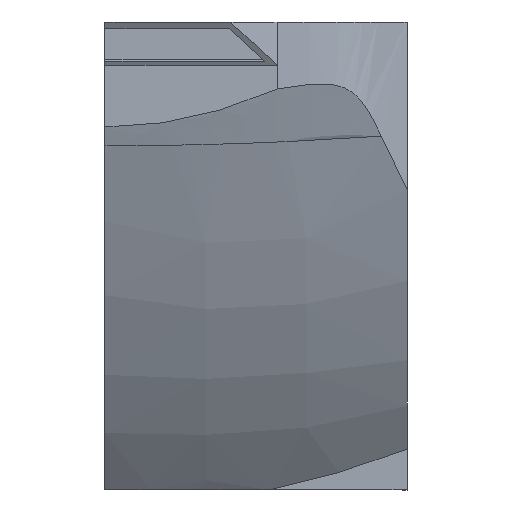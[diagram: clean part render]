
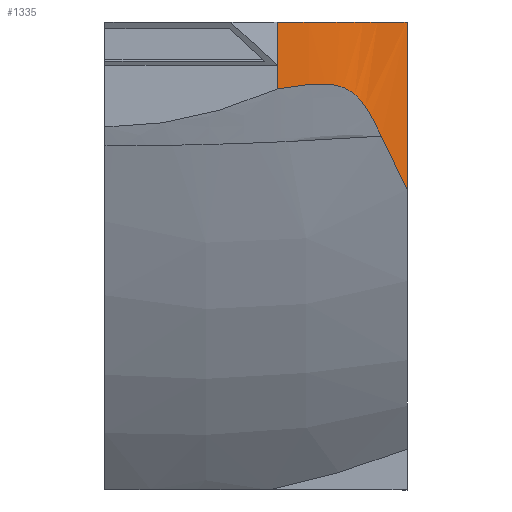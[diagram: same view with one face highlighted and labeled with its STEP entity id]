
A CAD part, top view. The second image highlights one B-rep face of the part: STEP entity #1335.
In plain terms, the highlighted free-form (B-spline) face has degree [3, 1] with [13, 2] control points.
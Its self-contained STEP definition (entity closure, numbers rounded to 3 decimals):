
#43=B_SPLINE_SURFACE_WITH_KNOTS('',3,1,((#3120,#3121),(#3122,#3123),(#3124,
#3125),(#3126,#3127),(#3128,#3129),(#3130,#3131),(#3132,#3133),(#3134,#3135),
(#3136,#3137),(#3138,#3139),(#3140,#3141),(#3142,#3143),(#3144,#3145)),
 .SURF_OF_LINEAR_EXTRUSION.,.F.,.F.,.F.,(4,1,1,1,1,1,1,1,1,1,4),(2,2),(0.534,
0.593,0.651,0.709,0.738,
0.767,0.825,0.854,0.884,
0.942,1.),(0.,1.),.UNSPECIFIED.);
#58=LINE('',#1710,#162);
#123=LINE('',#2161,#227);
#136=LINE('',#3146,#240);
#162=VECTOR('',#1454,1000.);
#227=VECTOR('',#1555,1000.);
#240=VECTOR('',#1580,1000.);
#495=ORIENTED_EDGE('',*,*,#830,.T.);
#496=ORIENTED_EDGE('',*,*,#798,.T.);
#497=ORIENTED_EDGE('',*,*,#788,.T.);
#498=ORIENTED_EDGE('',*,*,#684,.T.);
#499=ORIENTED_EDGE('',*,*,#829,.T.);
#500=ORIENTED_EDGE('',*,*,#831,.F.);
#684=EDGE_CURVE('',#891,#890,#58,.F.);
#788=EDGE_CURVE('',#975,#891,#123,.T.);
#798=EDGE_CURVE('',#980,#975,#1065,.T.);
#829=EDGE_CURVE('',#890,#1000,#1092,.T.);
#830=EDGE_CURVE('',#1001,#980,#136,.F.);
#831=EDGE_CURVE('',#1001,#1000,#1093,.T.);
#890=VERTEX_POINT('',#1709);
#891=VERTEX_POINT('',#1711);
#975=VERTEX_POINT('',#2162);
#980=VERTEX_POINT('',#2194);
#1000=VERTEX_POINT('',#3066);
#1001=VERTEX_POINT('',#3147);
#1065=B_SPLINE_CURVE_WITH_KNOTS('',3,(#2183,#2184,#2185,#2186,#2187,#2188,
#2189,#2190,#2191,#2192,#2193),.UNSPECIFIED.,.F.,.F.,(4,1,1,1,1,3,4),(0.,
0.275,0.615,0.746,0.863,
1.,1.01),.UNSPECIFIED.);
#1092=B_SPLINE_CURVE_WITH_KNOTS('',3,(#3067,#3068,#3069,#3070,#3071,#3072,
#3073,#3074,#3075,#3076,#3077,#3078,#3079,#3080,#3081,#3082,#3083,#3084,
#3085,#3086,#3087,#3088,#3089,#3090,#3091,#3092,#3093,#3094,#3095,#3096,
#3097,#3098,#3099,#3100,#3101,#3102,#3103,#3104,#3105,#3106,#3107,#3108,
#3109,#3110,#3111,#3112,#3113,#3114,#3115,#3116,#3117,#3118,#3119),
 .UNSPECIFIED.,.F.,.F.,(4,1,1,1,1,1,1,1,1,1,1,1,1,1,1,1,1,1,1,1,1,1,1,1,
1,1,1,1,1,1,1,1,1,1,1,1,1,1,1,1,1,1,1,1,1,1,1,1,1,1,4),(0.,0.063,0.125,
0.156,0.188,0.219,0.234,0.242,0.25,0.258,0.266,0.281,
0.313,0.344,0.359,0.367,0.375,0.383,0.391,0.406,0.438,
0.469,0.484,0.5,0.516,0.531,0.563,0.594,0.609,0.617,
0.625,0.633,0.641,0.656,0.688,0.703,0.719,0.734,0.742,
0.746,0.75,0.754,0.758,0.766,0.781,0.797,0.813,0.844,
0.875,0.938,1.),.UNSPECIFIED.);
#1093=B_SPLINE_CURVE_WITH_KNOTS('',3,(#3148,#3149,#3150,#3151,#3152),
 .UNSPECIFIED.,.F.,.F.,(4,1,4),(0.114,0.128,0.141),
 .UNSPECIFIED.);
#1151=EDGE_LOOP('',(#495,#496,#497,#498,#499,#500));
#1222=FACE_BOUND('',#1151,.T.);
#1335=ADVANCED_FACE('',(#1222),#43,.T.);
#1454=DIRECTION('',(0.,1.,0.));
#1555=DIRECTION('',(0.,-1.,0.));
#1580=DIRECTION('',(0.,-1.,0.));
#1709=CARTESIAN_POINT('',(72.702,451.591,373.347));
#1710=CARTESIAN_POINT('',(72.702,1059.799,373.347));
#1711=CARTESIAN_POINT('',(72.702,461.591,373.347));
#2161=CARTESIAN_POINT('',(72.702,1059.799,373.347));
#2162=CARTESIAN_POINT('',(72.702,479.84,373.347));
#2183=CARTESIAN_POINT('',(170.74,479.84,291.419));
#2184=CARTESIAN_POINT('',(164.046,479.84,303.568));
#2185=CARTESIAN_POINT('',(151.261,479.84,325.914));
#2186=CARTESIAN_POINT('',(126.361,479.84,349.073));
#2187=CARTESIAN_POINT('',(107.224,479.84,367.533));
#2188=CARTESIAN_POINT('',(89.73,479.84,371.581));
#2189=CARTESIAN_POINT('',(79.402,479.84,372.817));
#2190=CARTESIAN_POINT('',(72.702,479.84,373.347));
#2191=CARTESIAN_POINT('',(72.214,479.84,373.385));
#2192=CARTESIAN_POINT('',(71.725,479.84,373.424));
#2193=CARTESIAN_POINT('',(71.237,479.84,373.462));
#2194=CARTESIAN_POINT('',(127.5,479.84,348.094));
#3066=CARTESIAN_POINT('',(116.675,431.712,358.409));
#3067=CARTESIAN_POINT('',(72.702,451.591,373.347));
#3068=CARTESIAN_POINT('',(74.055,451.865,373.24));
#3069=CARTESIAN_POINT('',(76.629,452.359,373.018));
#3070=CARTESIAN_POINT('',(79.595,452.845,372.712));
#3071=CARTESIAN_POINT('',(81.855,453.155,372.446));
#3072=CARTESIAN_POINT('',(83.502,453.348,372.236));
#3073=CARTESIAN_POINT('',(84.846,453.476,372.05));
#3074=CARTESIAN_POINT('',(85.763,453.547,371.916));
#3075=CARTESIAN_POINT('',(86.299,453.584,371.836));
#3076=CARTESIAN_POINT('',(86.657,453.607,371.781));
#3077=CARTESIAN_POINT('',(87.174,453.637,371.7));
#3078=CARTESIAN_POINT('',(87.797,453.668,371.601));
#3079=CARTESIAN_POINT('',(88.893,453.714,371.422));
#3080=CARTESIAN_POINT('',(90.383,453.745,371.163));
#3081=CARTESIAN_POINT('',(91.81,453.732,370.898));
#3082=CARTESIAN_POINT('',(92.757,453.7,370.713));
#3083=CARTESIAN_POINT('',(93.301,453.675,370.603));
#3084=CARTESIAN_POINT('',(93.66,453.655,370.529));
#3085=CARTESIAN_POINT('',(94.176,453.621,370.421));
#3086=CARTESIAN_POINT('',(94.797,453.569,370.286));
#3087=CARTESIAN_POINT('',(95.888,453.451,370.04));
#3088=CARTESIAN_POINT('',(97.361,453.215,369.677));
#3089=CARTESIAN_POINT('',(98.732,452.888,369.298));
#3090=CARTESIAN_POINT('',(99.774,452.567,368.983));
#3091=CARTESIAN_POINT('',(100.495,452.31,368.753));
#3092=CARTESIAN_POINT('',(101.295,451.98,368.482));
#3093=CARTESIAN_POINT('',(102.302,451.501,368.118));
#3094=CARTESIAN_POINT('',(103.526,450.802,367.635));
#3095=CARTESIAN_POINT('',(104.675,449.981,367.123));
#3096=CARTESIAN_POINT('',(105.451,449.333,366.744));
#3097=CARTESIAN_POINT('',(105.875,448.952,366.528));
#3098=CARTESIAN_POINT('',(106.213,448.632,366.35));
#3099=CARTESIAN_POINT('',(106.448,448.4,366.223));
#3100=CARTESIAN_POINT('',(106.798,448.043,366.031));
#3101=CARTESIAN_POINT('',(107.396,447.4,365.69));
#3102=CARTESIAN_POINT('',(108.091,446.58,365.269));
#3103=CARTESIAN_POINT('',(108.787,445.685,364.821));
#3104=CARTESIAN_POINT('',(109.312,444.973,364.471));
#3105=CARTESIAN_POINT('',(109.749,444.351,364.169));
#3106=CARTESIAN_POINT('',(110.06,443.891,363.948));
#3107=CARTESIAN_POINT('',(110.231,443.635,363.826));
#3108=CARTESIAN_POINT('',(110.38,443.407,363.717));
#3109=CARTESIAN_POINT('',(110.447,443.304,363.668));
#3110=CARTESIAN_POINT('',(110.566,443.121,363.582));
#3111=CARTESIAN_POINT('',(110.762,442.815,363.437));
#3112=CARTESIAN_POINT('',(111.053,442.35,363.219));
#3113=CARTESIAN_POINT('',(111.407,441.769,362.949));
#3114=CARTESIAN_POINT('',(111.89,440.956,362.573));
#3115=CARTESIAN_POINT('',(112.511,439.872,362.077));
#3116=CARTESIAN_POINT('',(113.542,437.992,361.222));
#3117=CARTESIAN_POINT('',(114.902,435.368,360.042));
#3118=CARTESIAN_POINT('',(116.064,432.977,358.978));
#3119=CARTESIAN_POINT('',(116.666,431.709,358.418));
#3120=CARTESIAN_POINT('',(127.5,479.84,348.094));
#3121=CARTESIAN_POINT('',(127.5,408.767,348.094));
#3122=CARTESIAN_POINT('',(125.599,479.84,349.92));
#3123=CARTESIAN_POINT('',(125.599,408.767,349.92));
#3124=CARTESIAN_POINT('',(121.765,479.84,353.55));
#3125=CARTESIAN_POINT('',(121.765,408.767,353.55));
#3126=CARTESIAN_POINT('',(116.073,479.84,359.071));
#3127=CARTESIAN_POINT('',(116.073,408.767,359.071));
#3128=CARTESIAN_POINT('',(111.137,479.84,363.328));
#3129=CARTESIAN_POINT('',(111.137,408.767,363.328));
#3130=CARTESIAN_POINT('',(106.813,479.84,366.115));
#3131=CARTESIAN_POINT('',(106.813,408.767,366.115));
#3132=CARTESIAN_POINT('',(102.144,479.84,368.347));
#3133=CARTESIAN_POINT('',(102.144,408.767,368.347));
#3134=CARTESIAN_POINT('',(97.074,479.84,369.829));
#3135=CARTESIAN_POINT('',(97.074,408.767,369.829));
#3136=CARTESIAN_POINT('',(91.965,479.84,370.885));
#3137=CARTESIAN_POINT('',(91.965,408.767,370.885));
#3138=CARTESIAN_POINT('',(86.969,479.84,371.768));
#3139=CARTESIAN_POINT('',(86.969,408.767,371.768));
#3140=CARTESIAN_POINT('',(80.826,479.84,372.623));
#3141=CARTESIAN_POINT('',(80.826,408.767,372.623));
#3142=CARTESIAN_POINT('',(75.546,479.84,373.122));
#3143=CARTESIAN_POINT('',(75.546,408.767,373.122));
#3144=CARTESIAN_POINT('',(72.702,479.84,373.347));
#3145=CARTESIAN_POINT('',(72.702,408.767,373.347));
#3146=CARTESIAN_POINT('',(127.5,404.707,348.094));
#3147=CARTESIAN_POINT('',(127.5,409.191,348.094));
#3148=CARTESIAN_POINT('',(127.5,409.191,348.094));
#3149=CARTESIAN_POINT('',(125.648,412.888,349.873));
#3150=CARTESIAN_POINT('',(121.976,420.337,353.358));
#3151=CARTESIAN_POINT('',(118.478,427.932,356.729));
#3152=CARTESIAN_POINT('',(116.685,431.715,358.4));
